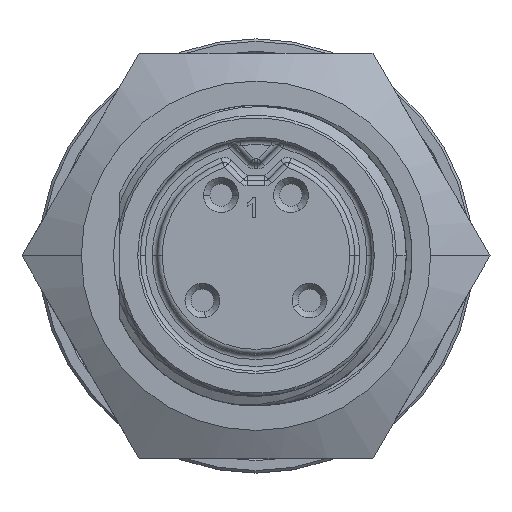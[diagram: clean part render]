
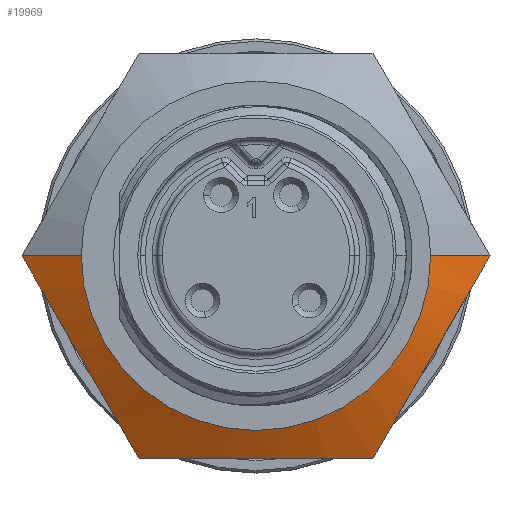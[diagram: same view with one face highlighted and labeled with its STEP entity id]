
A CAD part, top view. The second image highlights one B-rep face of the part: STEP entity #19969.
In plain terms, the highlighted conical face has half-angle 61.689 degrees and reference radius 8.89 mm.
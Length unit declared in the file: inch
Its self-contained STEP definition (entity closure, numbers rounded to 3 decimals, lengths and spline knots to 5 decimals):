
#111 = CARTESIAN_POINT ( 'NONE',  ( -0.09933, -0.406, 0.31459 ) ) ;
#476 = VERTEX_POINT ( 'NONE', #11254 ) ;
#823 = AXIS2_PLACEMENT_3D ( 'NONE', #15015, #25166, #9024 ) ;
#1544 = CARTESIAN_POINT ( 'NONE',  ( -0.33186, -0.2372, 0.32003 ) ) ;
#2156 = CARTESIAN_POINT ( 'NONE',  ( -0.03979, -0.406, 0.32002 ) ) ;
#2179 = CARTESIAN_POINT ( 'NONE',  ( 0.31188, -0.27181, 0.31758 ) ) ;
#2364 = EDGE_CURVE ( 'NONE', #16438, #16798, #17472, .T. ) ;
#3576 = CARTESIAN_POINT ( 'NONE',  ( -0.30228, -0.28844, 0.31467 ) ) ;
#3793 = ORIENTED_EDGE ( 'NONE', *, *, #2364, .T. ) ;
#3887 = CARTESIAN_POINT ( 'NONE',  ( 0.46881, 0., 0.28698 ) ) ;
#3939 = DIRECTION ( 'NONE',  ( 0., 0., -1. ) ) ;
#4182 = CARTESIAN_POINT ( 'NONE',  ( 0.0394, -0.406, 0.32082 ) ) ;
#4205 = CARTESIAN_POINT ( 'NONE',  ( 0.36138, -0.18608, 0.32082 ) ) ;
#4549 = VECTOR ( 'NONE', #24808, 39.37008 ) ;
#4579 = EDGE_CURVE ( 'NONE', #17041, #16020, #20696, .T. ) ;
#4713 = CARTESIAN_POINT ( 'NONE',  ( -0.35, 0., 0.35098 ) ) ;
#5337 = B_SPLINE_CURVE_WITH_KNOTS ( 'NONE', 3,
 ( #20306, #14163, #12234, #111, #14252, #2156, #16277, #4182, #18346, #6248, #20389, #8257 ),
 .UNSPECIFIED., .F., .F.,
 ( 4, 2, 2, 2, 2, 4 ),
 ( 0.00518, 0.00817, 0.00967, 0.01117, 0.01417, 0.01716 ),
 .UNSPECIFIED. ) ;
#5619 = CARTESIAN_POINT ( 'NONE',  ( -0.25361, -0.37274, 0.29732 ) ) ;
#6248 = CARTESIAN_POINT ( 'NONE',  ( 0.15708, -0.406, 0.30589 ) ) ;
#6275 = CARTESIAN_POINT ( 'NONE',  ( 0.39111, -0.13457, 0.31696 ) ) ;
#7090 = EDGE_CURVE ( 'NONE', #16798, #476, #5337, .T. ) ;
#8199 = CARTESIAN_POINT ( 'NONE',  ( 0.2344, -0.406, 0.28698 ) ) ;
#8257 = CARTESIAN_POINT ( 'NONE',  ( 0.2344, -0.406, 0.28698 ) ) ;
#8279 = CARTESIAN_POINT ( 'NONE',  ( 0.43026, -0.06677, 0.30584 ) ) ;
#8820 = VECTOR ( 'NONE', #23358, 39.37008 ) ;
#8996 = CARTESIAN_POINT ( 'NONE',  ( -0.35, 0., 0.35098 ) ) ;
#9024 = DIRECTION ( 'NONE',  ( 1., 0., 0. ) ) ;
#9449 = LINE ( 'NONE', #8996, #8820 ) ;
#9468 = ORIENTED_EDGE ( 'NONE', *, *, #15513, .T. ) ;
#9590 = CARTESIAN_POINT ( 'NONE',  ( -0.44962, -0.03323, 0.29731 ) ) ;
#10280 = CONICAL_SURFACE ( 'NONE', #823, 0.35, 1.077 ) ;
#10317 = CARTESIAN_POINT ( 'NONE',  ( 0.46881, 0., 0.28698 ) ) ;
#11249 = CIRCLE ( 'NONE', #15777, 0.35 ) ;
#11254 = CARTESIAN_POINT ( 'NONE',  ( 0.2344, -0.406, 0.28698 ) ) ;
#11438 = ORIENTED_EDGE ( 'NONE', *, *, #22883, .T. ) ;
#11449 = B_SPLINE_CURVE_WITH_KNOTS ( 'NONE', 3,
 ( #8199, #22369, #14272, #2179, #16300, #4205, #18371, #6275, #20409, #8279, #22466, #10317 ),
 .UNSPECIFIED., .F., .F.,
 ( 4, 2, 2, 2, 2, 4 ),
 ( 0., 0.003, 0.00601, 0.00751, 0.00901, 0.01201 ),
 .UNSPECIFIED. ) ;
#11627 = CARTESIAN_POINT ( 'NONE',  ( -0.39133, -0.13419, 0.31758 ) ) ;
#11930 = EDGE_LOOP ( 'NONE', ( #11438, #9468, #3793, #14774, #25579, #23048 ) ) ;
#12234 = CARTESIAN_POINT ( 'NONE',  ( -0.158, -0.406, 0.30571 ) ) ;
#13634 = CARTESIAN_POINT ( 'NONE',  ( -0.34184, -0.21992, 0.32082 ) ) ;
#14163 = CARTESIAN_POINT ( 'NONE',  ( -0.19643, -0.406, 0.29721 ) ) ;
#14202 = EDGE_CURVE ( 'NONE', #476, #16020, #11449, .T. ) ;
#14252 = CARTESIAN_POINT ( 'NONE',  ( -0.07957, -0.406, 0.3169 ) ) ;
#14272 = CARTESIAN_POINT ( 'NONE',  ( 0.2729, -0.33932, 0.30582 ) ) ;
#14412 = CARTESIAN_POINT ( 'NONE',  ( 0.35, 0., 0.35098 ) ) ;
#14661 = CARTESIAN_POINT ( 'NONE',  ( 0.35, 0., 0.35098 ) ) ;
#14774 = ORIENTED_EDGE ( 'NONE', *, *, #7090, .T. ) ;
#15015 = CARTESIAN_POINT ( 'NONE',  ( 0., 0., 0.35098 ) ) ;
#15513 = EDGE_CURVE ( 'NONE', #21242, #16438, #9449, .T. ) ;
#15662 = CARTESIAN_POINT ( 'NONE',  ( -0.3121, -0.27143, 0.31696 ) ) ;
#15777 = AXIS2_PLACEMENT_3D ( 'NONE', #16039, #3939, #18099 ) ;
#16020 = VERTEX_POINT ( 'NONE', #3887 ) ;
#16039 = CARTESIAN_POINT ( 'NONE',  ( 0., 0., 0.35098 ) ) ;
#16277 = CARTESIAN_POINT ( 'NONE',  ( -0.01996, -0.406, 0.32081 ) ) ;
#16300 = CARTESIAN_POINT ( 'NONE',  ( 0.33155, -0.23774, 0.32079 ) ) ;
#16438 = VERTEX_POINT ( 'NONE', #21362 ) ;
#16798 = VERTEX_POINT ( 'NONE', #26261 ) ;
#17041 = VERTEX_POINT ( 'NONE', #14412 ) ;
#17472 = B_SPLINE_CURVE_WITH_KNOTS ( 'NONE', 3,
 ( #23783, #9590, #21721, #11627, #25823, #13634, #1544, #15662, #3576, #17713, #5619, #19763 ),
 .UNSPECIFIED., .F., .F.,
 ( 4, 2, 2, 2, 2, 4 ),
 ( 0., 0.003, 0.00601, 0.00751, 0.00901, 0.01201 ),
 .UNSPECIFIED. ) ;
#17713 = CARTESIAN_POINT ( 'NONE',  ( -0.27295, -0.33923, 0.30584 ) ) ;
#18099 = DIRECTION ( 'NONE',  ( 1., 0., 0. ) ) ;
#18346 = CARTESIAN_POINT ( 'NONE',  ( 0.07875, -0.406, 0.31766 ) ) ;
#18371 = CARTESIAN_POINT ( 'NONE',  ( 0.37135, -0.1688, 0.32003 ) ) ;
#19763 = CARTESIAN_POINT ( 'NONE',  ( -0.2344, -0.406, 0.28698 ) ) ;
#19969 = ADVANCED_FACE ( 'NONE', ( #21694 ), #10280, .T. ) ;
#20306 = CARTESIAN_POINT ( 'NONE',  ( -0.2344, -0.406, 0.28698 ) ) ;
#20389 = CARTESIAN_POINT ( 'NONE',  ( 0.19615, -0.406, 0.29728 ) ) ;
#20409 = CARTESIAN_POINT ( 'NONE',  ( 0.40094, -0.11756, 0.31467 ) ) ;
#20696 = LINE ( 'NONE', #14661, #4549 ) ;
#21242 = VERTEX_POINT ( 'NONE', #4713 ) ;
#21362 = CARTESIAN_POINT ( 'NONE',  ( -0.46881, 0., 0.28698 ) ) ;
#21694 = FACE_OUTER_BOUND ( 'NONE', #11930, .T. ) ;
#21721 = CARTESIAN_POINT ( 'NONE',  ( -0.43031, -0.06668, 0.30582 ) ) ;
#22369 = CARTESIAN_POINT ( 'NONE',  ( 0.25359, -0.37277, 0.29731 ) ) ;
#22466 = CARTESIAN_POINT ( 'NONE',  ( 0.4496, -0.03326, 0.29732 ) ) ;
#22883 = EDGE_CURVE ( 'NONE', #17041, #21242, #11249, .T. ) ;
#23048 = ORIENTED_EDGE ( 'NONE', *, *, #4579, .F. ) ;
#23358 = DIRECTION ( 'NONE',  ( -0.88, 0., -0.474 ) ) ;
#23783 = CARTESIAN_POINT ( 'NONE',  ( -0.46881, 0., 0.28698 ) ) ;
#24808 = DIRECTION ( 'NONE',  ( 0.88, 0., -0.474 ) ) ;
#25166 = DIRECTION ( 'NONE',  ( 0., 0., -1. ) ) ;
#25579 = ORIENTED_EDGE ( 'NONE', *, *, #14202, .T. ) ;
#25823 = CARTESIAN_POINT ( 'NONE',  ( -0.37166, -0.16826, 0.32079 ) ) ;
#26261 = CARTESIAN_POINT ( 'NONE',  ( -0.2344, -0.406, 0.28698 ) ) ;
